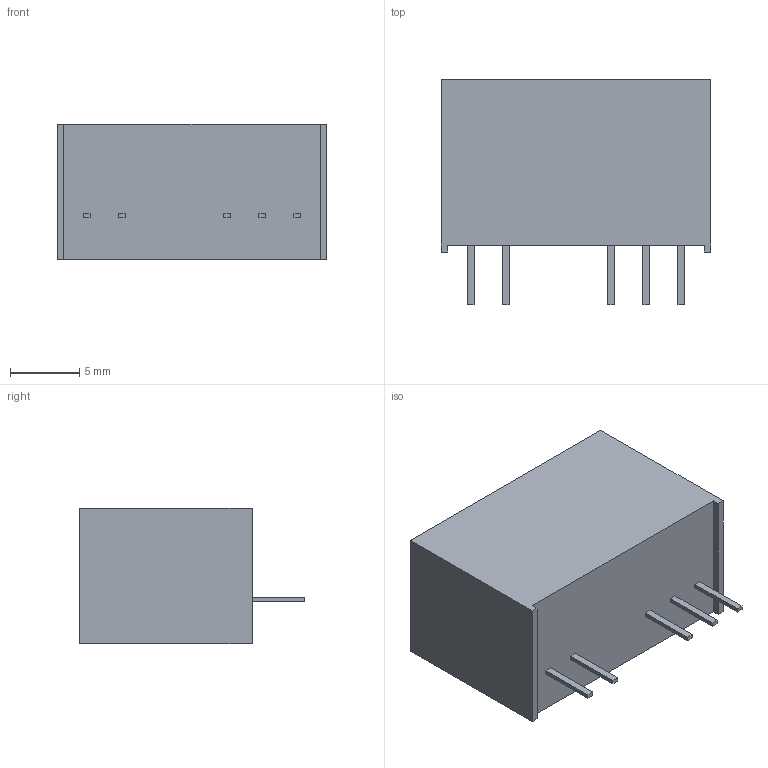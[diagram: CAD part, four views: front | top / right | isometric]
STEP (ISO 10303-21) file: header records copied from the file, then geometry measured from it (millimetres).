
FILE_DESCRIPTION(('FreeCAD Model'),'2;1');
FILE_NAME('Open CASCADE Shape Model','2023-09-25T11:40:17',(''),(''), 'Open CASCADE STEP processor 7.6','FreeCAD','Unknown');
FILE_SCHEMA(('AUTOMOTIVE_DESIGN { 1 0 10303 214 1 1 1 1 }'));
Length unit declared in the file: millimetre
Products named in the file (7): PMUD; case; pin1; pin2; pin5; pin6; pin7
Assembly tree (6 placements, depth 2):
  PMUD
    case
    pin1
    pin2
    pin5
    pin6
    pin7
Bounding box: 19.5 x 16.31 x 9.8 mm (x, y, z)
Volume: 2301.3 mm3; surface area: 1142 mm2
Topology: 6 solids, 6 shells, 40 faces, 84 edges, 56 vertices
Faces by surface type: plane 40
Entity records: 2311 total; most frequent: CARTESIAN_POINT 355, DIRECTION 346, LINE 252, VECTOR 252, ORIENTED_EDGE 168, PCURVE 168, DEFINITIONAL_REPRESENTATION 168, EDGE_CURVE 84
